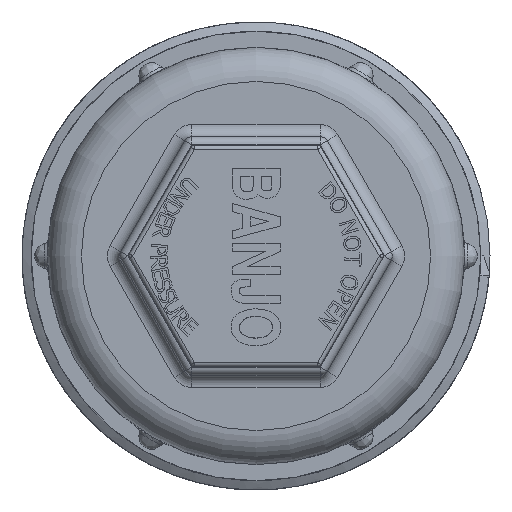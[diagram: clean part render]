
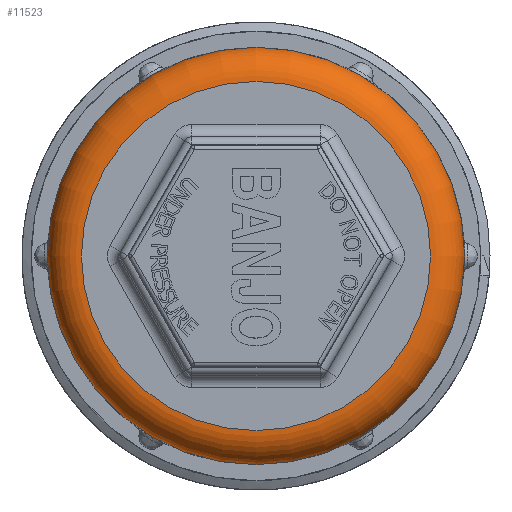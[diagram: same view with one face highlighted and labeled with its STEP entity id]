
A CAD part, front view. The second image highlights one B-rep face of the part: STEP entity #11523.
In plain terms, the highlighted toroidal (fillet/blend) face has major radius 32.544 mm and minor radius 6.35 mm.
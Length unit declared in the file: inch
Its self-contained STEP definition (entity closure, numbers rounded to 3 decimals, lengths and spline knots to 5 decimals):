
#382=TOROIDAL_SURFACE('',#12433,1.28125,0.25);
#939=FACE_OUTER_BOUND('',#1626,.T.);
#1626=EDGE_LOOP('',(#8652,#8653,#8654,#8655,#8656,#8657,#8658));
#2808=CIRCLE('',#12297,1.28125);
#2809=CIRCLE('',#12298,1.28125);
#2871=CIRCLE('',#12405,1.53125);
#2872=CIRCLE('',#12406,1.53125);
#2873=CIRCLE('',#12407,1.53125);
#2887=CIRCLE('',#12434,0.25);
#5081=VERTEX_POINT('',#18271);
#5082=VERTEX_POINT('',#18272);
#5145=VERTEX_POINT('',#20305);
#5146=VERTEX_POINT('',#20307);
#5147=VERTEX_POINT('',#20309);
#6308=EDGE_CURVE('',#5081,#5082,#2808,.T.);
#6309=EDGE_CURVE('',#5082,#5081,#2809,.T.);
#6430=EDGE_CURVE('',#5145,#5146,#2871,.T.);
#6431=EDGE_CURVE('',#5146,#5147,#2872,.T.);
#6432=EDGE_CURVE('',#5147,#5145,#2873,.T.);
#6483=EDGE_CURVE('',#5146,#5082,#2887,.T.);
#8652=ORIENTED_EDGE('',*,*,#6432,.F.);
#8653=ORIENTED_EDGE('',*,*,#6431,.F.);
#8654=ORIENTED_EDGE('',*,*,#6483,.T.);
#8655=ORIENTED_EDGE('',*,*,#6309,.T.);
#8656=ORIENTED_EDGE('',*,*,#6308,.T.);
#8657=ORIENTED_EDGE('',*,*,#6483,.F.);
#8658=ORIENTED_EDGE('',*,*,#6430,.F.);
#11523=ADVANCED_FACE('',(#939),#382,.T.);
#12297=AXIS2_PLACEMENT_3D('',#18273,#13285,#13286);
#12298=AXIS2_PLACEMENT_3D('',#18274,#13287,#13288);
#12405=AXIS2_PLACEMENT_3D('',#20308,#13543,#13544);
#12406=AXIS2_PLACEMENT_3D('',#20310,#13545,#13546);
#12407=AXIS2_PLACEMENT_3D('',#20311,#13547,#13548);
#12433=AXIS2_PLACEMENT_3D('',#23212,#13604,#13605);
#12434=AXIS2_PLACEMENT_3D('',#23213,#13606,#13607);
#13285=DIRECTION('center_axis',(0.,1.,0.));
#13286=DIRECTION('ref_axis',(-1.,0.,0.));
#13287=DIRECTION('center_axis',(0.,1.,0.));
#13288=DIRECTION('ref_axis',(-1.,0.,0.));
#13543=DIRECTION('center_axis',(0.,1.,0.));
#13544=DIRECTION('ref_axis',(-1.,0.,0.));
#13545=DIRECTION('center_axis',(0.,1.,0.));
#13546=DIRECTION('ref_axis',(-1.,0.,0.));
#13547=DIRECTION('center_axis',(0.,1.,0.));
#13548=DIRECTION('ref_axis',(-1.,0.,0.));
#13604=DIRECTION('center_axis',(0.,1.,0.));
#13605=DIRECTION('ref_axis',(0.,0.,1.));
#13606=DIRECTION('center_axis',(-1.,0.,0.));
#13607=DIRECTION('ref_axis',(0.,0.,-1.));
#18271=CARTESIAN_POINT('',(-1.28125,-6.785,0.));
#18272=CARTESIAN_POINT('',(0.,-6.785,-1.28125));
#18273=CARTESIAN_POINT('Origin',(0.,-6.785,0.));
#18274=CARTESIAN_POINT('Origin',(0.,-6.785,0.));
#20305=CARTESIAN_POINT('',(1.53125,-6.535,0.));
#20307=CARTESIAN_POINT('',(0.,-6.535,-1.53125));
#20308=CARTESIAN_POINT('Origin',(0.,-6.535,0.));
#20309=CARTESIAN_POINT('',(-1.53125,-6.535,0.));
#20310=CARTESIAN_POINT('Origin',(0.,-6.535,0.));
#20311=CARTESIAN_POINT('Origin',(0.,-6.535,0.));
#23212=CARTESIAN_POINT('Origin',(0.,-6.535,0.));
#23213=CARTESIAN_POINT('Origin',(0.,-6.535,-1.28125));
